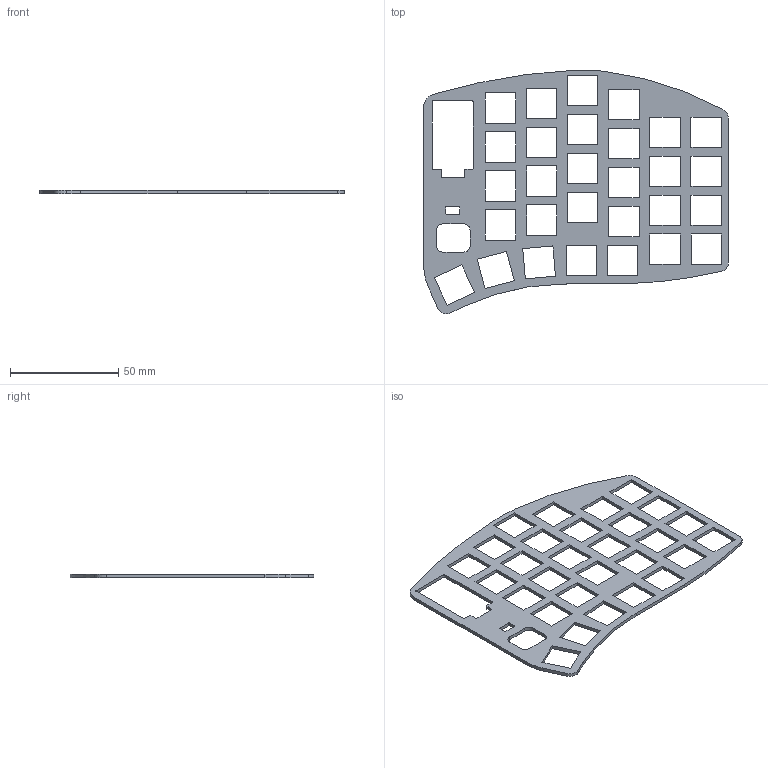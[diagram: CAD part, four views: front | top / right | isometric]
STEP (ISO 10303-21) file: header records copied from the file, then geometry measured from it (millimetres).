
FILE_DESCRIPTION(('KiCad electronic assembly'),'2;1');
FILE_NAME('Plate2.step','2022-07-10T13:36:11',('Pcbnew'),('Kicad'), 'Open CASCADE STEP processor 7.5','KiCad to STEP converter','Unknown' );
FILE_SCHEMA(('AUTOMOTIVE_DESIGN { 1 0 10303 214 1 1 1 1 }'));
Length unit declared in the file: millimetre
Products named in the file (2): Plate2 1; Jocket_Split_LP_Plate_02 PCB
Assembly tree (1 placements, depth 2):
  Plate2 1
    Jocket_Split_LP_Plate_02 PCB
Bounding box: 140.8 x 112.66 x 1.6 mm (x, y, z)
Volume: 10875.5 mm3; surface area: 17204.1 mm2
Topology: 1 solids, 1 shells, 166 faces, 492 edges, 328 vertices
Faces by surface type: plane 140, cylinder 26
Entity records: 12215 total; most frequent: CARTESIAN_POINT 2284, DIRECTION 1812, LINE 1372, VECTOR 1372, ORIENTED_EDGE 984, PCURVE 984, DEFINITIONAL_REPRESENTATION 984, EDGE_CURVE 492
